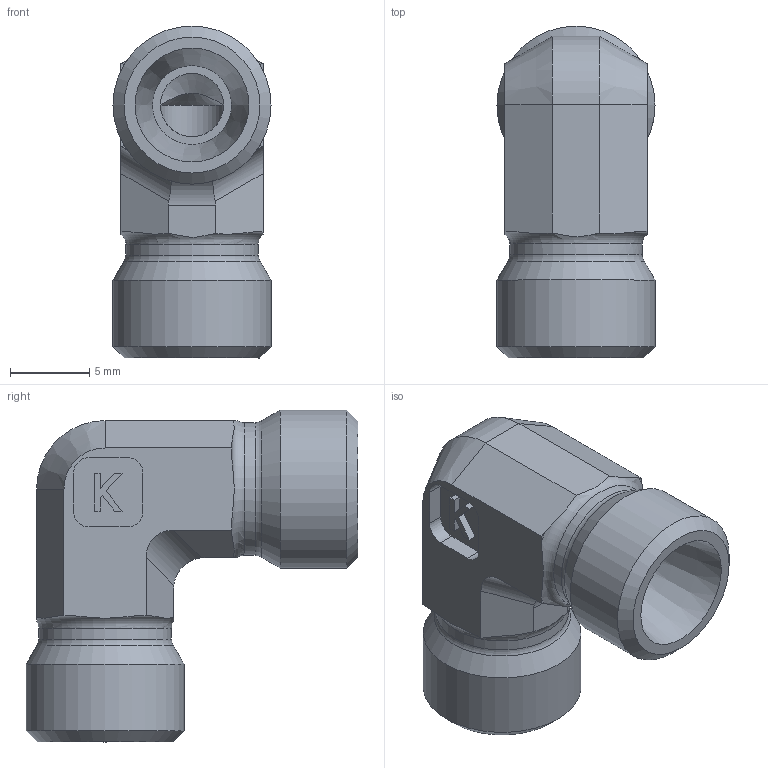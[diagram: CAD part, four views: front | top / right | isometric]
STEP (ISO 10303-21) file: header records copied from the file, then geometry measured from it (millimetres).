
FILE_DESCRIPTION((''),'2;1');
FILE_NAME('351051010.stp','2014-08-13T11:30:57',(''),('KNOMI spol. s r. o.'),'Autodesk Inventor 2012','Autodesk Inventor 2012','');
FILE_SCHEMA(('AUTOMOTIVE_DESIGN { 1 2 10303 214 0 1 1 1 }'));
Length unit declared in the file: millimetre
Products named in the file (1): LS2 Js04 M10x1/M10x1
Bounding box: 10 x 21 x 21 mm (x, y, z)
Volume: 1596.2 mm3; surface area: 1522 mm2
Topology: 1 solids, 1 shells, 74 faces, 189 edges, 121 vertices
Faces by surface type: plane 44, cylinder 16, cone 10, torus 4
Full cylindrical faces by diameter (mm): 4 x2, 5 x2, 8.4 x2, 10 x2
Entity records: 2188 total; most frequent: CARTESIAN_POINT 474, DIRECTION 348, ORIENTED_EDGE 328, EDGE_CURVE 164, AXIS2_PLACEMENT_3D 126, VERTEX_POINT 114, EDGE_LOOP 98, VECTOR 96
